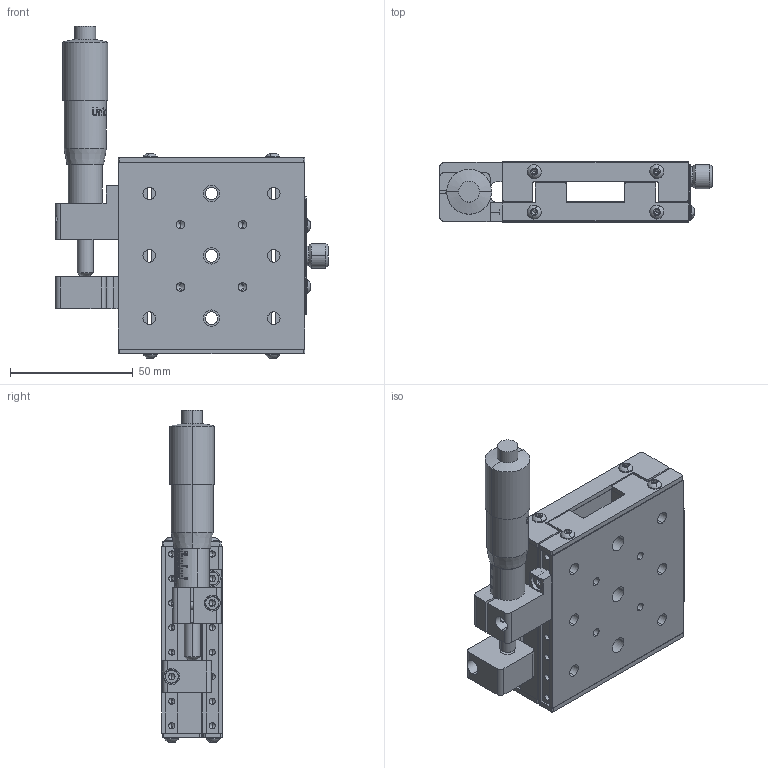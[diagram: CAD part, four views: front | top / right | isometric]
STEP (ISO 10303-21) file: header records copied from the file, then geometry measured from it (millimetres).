
FILE_DESCRIPTION (( 'STEP AP203' ), '1' );
FILE_NAME ('06PTP-1.STEP', '2016-05-11T03:46:16', ( '' ), ( '' ), 'SwSTEP 2.0', 'SolidWorks 2016', '' );
FILE_SCHEMA (( 'CONFIG_CONTROL_DESIGN' ));
Length unit declared in the file: millimetre
Products named in the file (1): 06PTP-1
Bounding box: 111.1 x 24.5 x 135.35 mm (x, y, z)
Volume: 144987.7 mm3; surface area: 80292.2 mm2
Topology: 36 solids, 36 shells, 2426 faces, 6165 edges, 3836 vertices
Faces by surface type: plane 903, cylinder 654, cone 627, bspline 176, torus 44, sphere 22
Entity records: 85499 total; most frequent: CARTESIAN_POINT 27080, DIRECTION 12348, ORIENTED_EDGE 12046, EDGE_CURVE 6023, AXIS2_PLACEMENT_3D 4620, VERTEX_POINT 3836, VECTOR 3108, LINE 3108
